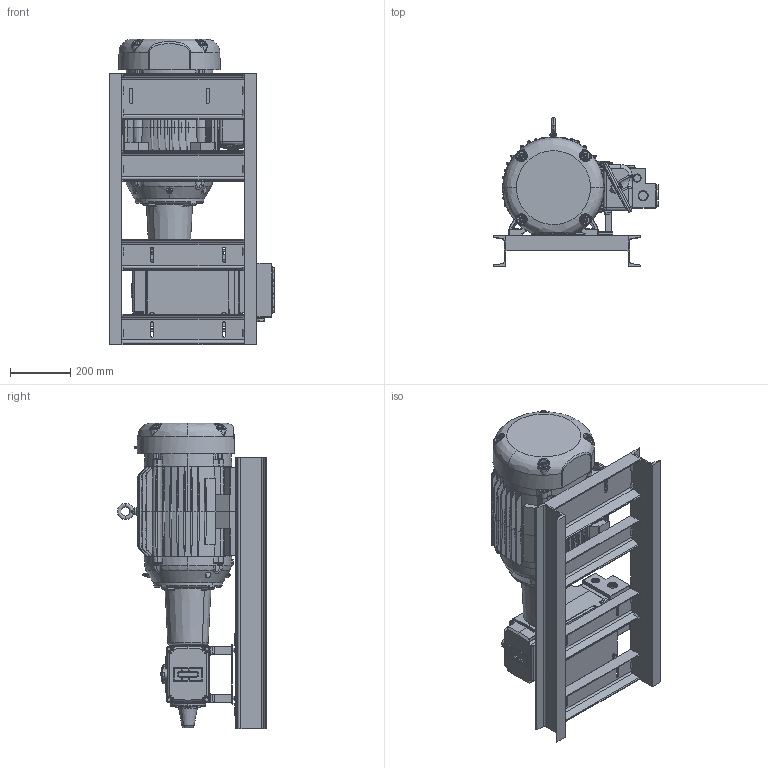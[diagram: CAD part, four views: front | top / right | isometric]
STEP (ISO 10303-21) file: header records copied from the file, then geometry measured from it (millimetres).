
FILE_DESCRIPTION (( 'STEP AP203' ), '1' );
FILE_NAME ('50015EV EGP 10HP (GEA10HP3).STEP', '2018-01-12T14:23:58', ( '' ), ( '' ), 'SwSTEP 2.0', 'SolidWorks 2016', '' );
FILE_SCHEMA (( 'CONFIG_CONTROL_DESIGN' ));
Length unit declared in the file: inch
Products named in the file (1): 50015EV EGP 10HP (GEA10HP3)
Bounding box: 547.12 x 494.11 x 1012.06 mm (x, y, z)
Surface area: 3121643.6 mm2 (no closed solid volume)
Topology: 0 solids, 182 shells, 3446 faces, 12664 edges, 9235 vertices
Faces by surface type: plane 1514, cylinder 711, cone 564, bspline 560, torus 79, sphere 18
Entity records: 183961 total; most frequent: CARTESIAN_POINT 86714, ORIENTED_EDGE 20365, DIRECTION 17127, EDGE_CURVE 12616, VERTEX_POINT 9235, LINE 5925, VECTOR 5925, AXIS2_PLACEMENT_3D 5601
